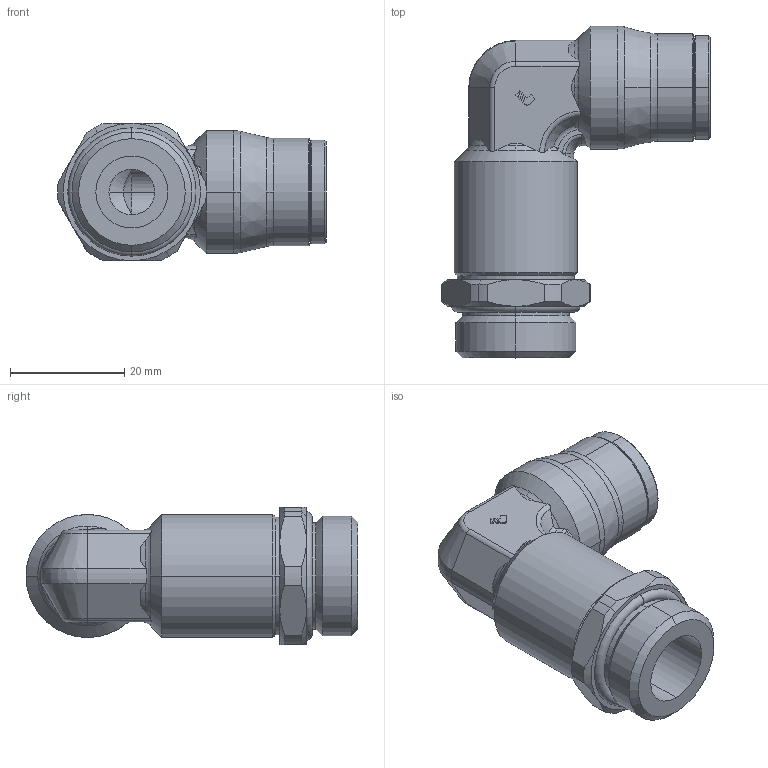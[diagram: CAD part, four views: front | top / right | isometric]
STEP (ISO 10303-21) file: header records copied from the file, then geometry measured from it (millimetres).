
FILE_DESCRIPTION(('STEP AP214'),'1');
FILE_NAME('3669_14_21.stp','2016-07-07T14:20:40',('TraceParts'),('TraceParts S.A.'),'Spatial InterOp 3D',' ',' ');
FILE_SCHEMA(('automotive_design'));
Length unit declared in the file: millimetre
Products named in the file (1): 1
Bounding box: 46.99 x 58 x 24 mm (x, y, z)
Volume: 15619.7 mm3; surface area: 9075.7 mm2
Topology: 1 solids, 1 shells, 178 faces, 451 edges, 285 vertices
Faces by surface type: cylinder 52, cone 48, plane 45, torus 33
Entity records: 5794 total; most frequent: CARTESIAN_POINT 1567, DIRECTION 909, ORIENTED_EDGE 902, EDGE_CURVE 451, AXIS2_PLACEMENT_3D 383, VERTEX_POINT 285, CIRCLE 202, EDGE_LOOP 190
